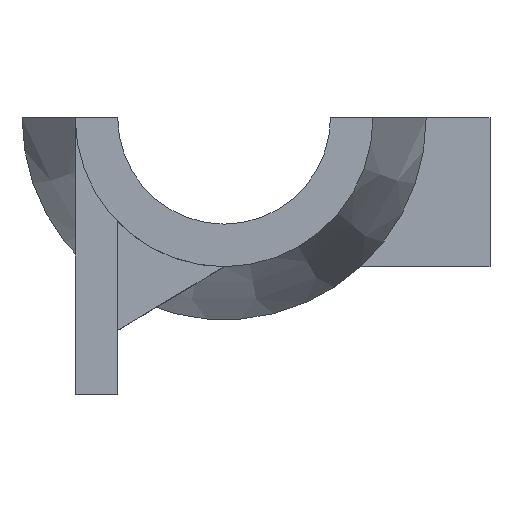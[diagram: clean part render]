
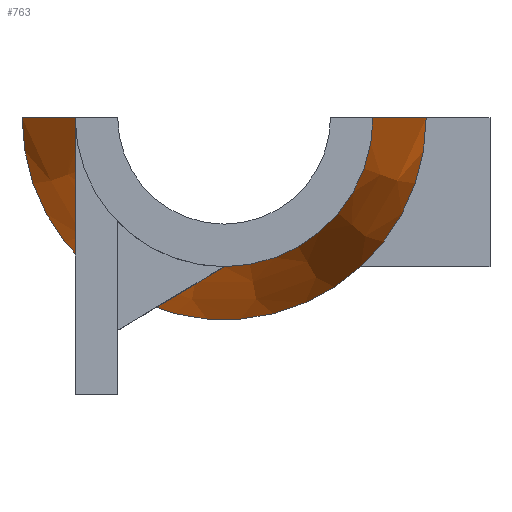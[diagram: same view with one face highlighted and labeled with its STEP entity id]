
A CAD part, front view. The second image highlights one B-rep face of the part: STEP entity #763.
In plain terms, the highlighted conical face has half-angle 14.036 degrees and reference radius 8.25 mm.
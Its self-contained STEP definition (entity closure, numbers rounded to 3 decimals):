
#34=CONICAL_SURFACE('',#841,8.25,0.245);
#47=CIRCLE('',#838,9.5);
#48=CIRCLE('',#840,7.);
#49=CIRCLE('',#842,9.5);
#90=FACE_OUTER_BOUND('',#136,.T.);
#136=EDGE_LOOP('',(#596,#597,#598,#599,#600));
#172=LINE('',#1119,#250);
#183=LINE('',#1142,#261);
#250=VECTOR('',#890,10.);
#261=VECTOR('',#903,10.);
#328=VERTEX_POINT('',#1116);
#329=VERTEX_POINT('',#1118);
#339=VERTEX_POINT('',#1139);
#340=VERTEX_POINT('',#1141);
#359=VERTEX_POINT('',#1226);
#399=EDGE_CURVE('',#329,#328,#172,.T.);
#410=EDGE_CURVE('',#340,#339,#183,.T.);
#444=EDGE_CURVE('',#329,#359,#47,.T.);
#446=EDGE_CURVE('',#328,#340,#48,.T.);
#447=EDGE_CURVE('',#359,#339,#49,.T.);
#596=ORIENTED_EDGE('',*,*,#410,.T.);
#597=ORIENTED_EDGE('',*,*,#447,.F.);
#598=ORIENTED_EDGE('',*,*,#444,.F.);
#599=ORIENTED_EDGE('',*,*,#399,.T.);
#600=ORIENTED_EDGE('',*,*,#446,.T.);
#763=ADVANCED_FACE('',(#90),#34,.T.);
#838=AXIS2_PLACEMENT_3D('',#1227,#975,#976);
#840=AXIS2_PLACEMENT_3D('',#1230,#980,#981);
#841=AXIS2_PLACEMENT_3D('',#1231,#982,#983);
#842=AXIS2_PLACEMENT_3D('',#1232,#984,#985);
#890=DIRECTION('',(-0.243,-0.97,0.));
#903=DIRECTION('',(-0.243,0.97,0.));
#975=DIRECTION('center_axis',(0.,1.,0.));
#976=DIRECTION('ref_axis',(-1.,0.,0.));
#980=DIRECTION('center_axis',(0.,1.,0.));
#981=DIRECTION('ref_axis',(1.,0.,0.));
#982=DIRECTION('center_axis',(0.,1.,0.));
#983=DIRECTION('ref_axis',(-1.,0.,0.));
#984=DIRECTION('center_axis',(0.,1.,0.));
#985=DIRECTION('ref_axis',(1.,0.,0.));
#1116=CARTESIAN_POINT('',(7.,-17.,0.));
#1118=CARTESIAN_POINT('',(9.5,-7.,0.));
#1119=CARTESIAN_POINT('',(8.25,-12.,0.));
#1139=CARTESIAN_POINT('',(-9.5,-7.,0.));
#1141=CARTESIAN_POINT('',(-7.,-17.,0.));
#1142=CARTESIAN_POINT('',(-8.25,-12.,0.));
#1226=CARTESIAN_POINT('',(6.423,-7.,-7.));
#1227=CARTESIAN_POINT('Origin',(0.,-7.,0.));
#1230=CARTESIAN_POINT('Origin',(0.,-17.,0.));
#1231=CARTESIAN_POINT('Origin',(0.,-12.,0.));
#1232=CARTESIAN_POINT('Origin',(0.,-7.,0.));
